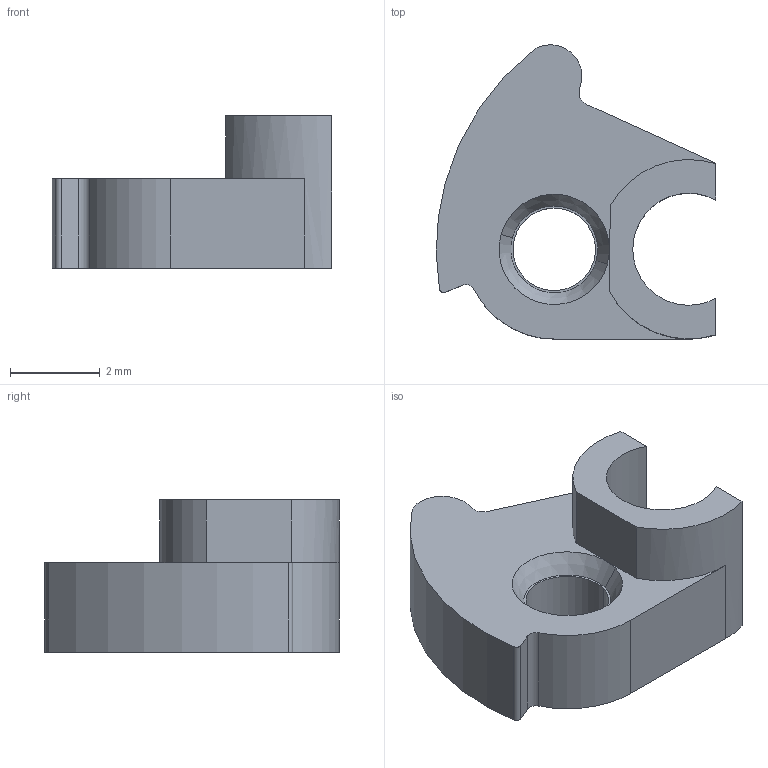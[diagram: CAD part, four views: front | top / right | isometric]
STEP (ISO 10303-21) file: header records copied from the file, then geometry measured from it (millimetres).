
FILE_DESCRIPTION((''),'2;1');
FILE_NAME('CROCHET','2015-02-26T',('SESA69708'),('Schneider-Electric'),'PRO/ENGINEER BY PARAMETRIC TECHNOLOGY CORPORATION, 2012420','PRO/ENGINEER BY PARAMETRIC TECHNOLOGY CORPORATION, 2012420','');
FILE_SCHEMA(('CONFIG_CONTROL_DESIGN'));
Length unit declared in the file: millimetre
Products named in the file (1): CROCHET
Bounding box: 6.23 x 6.56 x 3.4 mm (x, y, z)
Volume: 52.5 mm3; surface area: 126.5 mm2
Topology: 1 solids, 1 shells, 25 faces, 68 edges, 46 vertices
Faces by surface type: plane 11, cylinder 11, cone 3
Entity records: 855 total; most frequent: CARTESIAN_POINT 148, DIRECTION 146, ORIENTED_EDGE 136, EDGE_CURVE 68, AXIS2_PLACEMENT_3D 55, VERTEX_POINT 46, VECTOR 36, LINE 36
